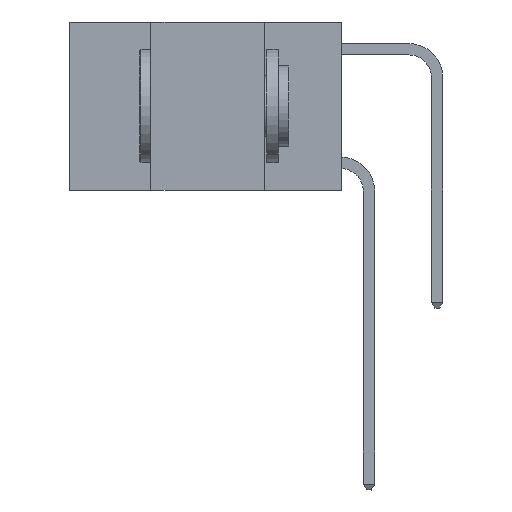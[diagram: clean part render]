
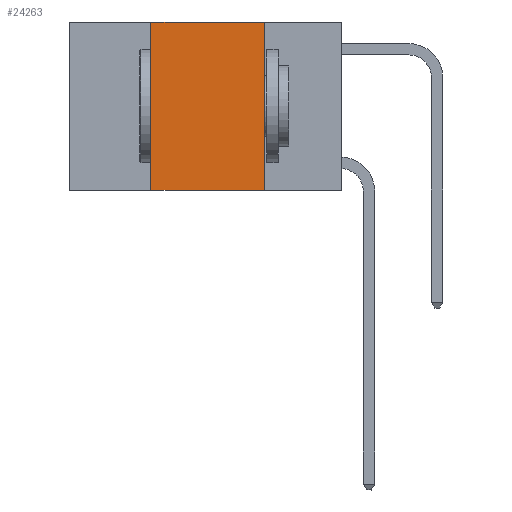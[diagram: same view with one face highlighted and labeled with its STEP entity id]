
A CAD part, left-side view. The second image highlights one B-rep face of the part: STEP entity #24263.
In plain terms, the highlighted planar face has unit normal (-1, 0, 0).
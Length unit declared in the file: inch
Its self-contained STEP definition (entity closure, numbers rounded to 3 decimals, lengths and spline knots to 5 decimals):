
#217 = EDGE_CURVE ( 'NONE', #9313, #21262, #13279, .T. ) ;
#1312 = LINE ( 'NONE', #7116, #26490 ) ;
#1917 = CARTESIAN_POINT ( 'NONE',  ( 0., 0.42, 0. ) ) ;
#2469 = DIRECTION ( 'NONE',  ( 0., -1., 0. ) ) ;
#2968 = ORIENTED_EDGE ( 'NONE', *, *, #23552, .F. ) ;
#3837 = DIRECTION ( 'NONE',  ( 1., 0., 0. ) ) ;
#5413 = VERTEX_POINT ( 'NONE', #17301 ) ;
#6001 = CARTESIAN_POINT ( 'NONE',  ( 0., 0.6, 0. ) ) ;
#6825 = CARTESIAN_POINT ( 'NONE',  ( 0., 0.6, 0. ) ) ;
#7116 = CARTESIAN_POINT ( 'NONE',  ( 0., 0.6, -0.37 ) ) ;
#7947 = CARTESIAN_POINT ( 'NONE',  ( 0., 0.42, -0.37 ) ) ;
#8209 = DIRECTION ( 'NONE',  ( 0., -1., 0. ) ) ;
#9313 = VERTEX_POINT ( 'NONE', #7947 ) ;
#9579 = ORIENTED_EDGE ( 'NONE', *, *, #28107, .F. ) ;
#10008 = AXIS2_PLACEMENT_3D ( 'NONE', #6825, #3837, #21716 ) ;
#10773 = VERTEX_POINT ( 'NONE', #20679 ) ;
#11605 = DIRECTION ( 'NONE',  ( 0., 0., -1. ) ) ;
#13279 = LINE ( 'NONE', #13886, #25085 ) ;
#13886 = CARTESIAN_POINT ( 'NONE',  ( 0., 0.42, 0. ) ) ;
#14208 = CARTESIAN_POINT ( 'NONE',  ( 0., 0.17, 0. ) ) ;
#15747 = ORIENTED_EDGE ( 'NONE', *, *, #217, .F. ) ;
#16681 = PLANE ( 'NONE',  #10008 ) ;
#17301 = CARTESIAN_POINT ( 'NONE',  ( 0., 0.17, 0. ) ) ;
#17491 = LINE ( 'NONE', #6001, #28168 ) ;
#18800 = DIRECTION ( 'NONE',  ( 0., 0., 1. ) ) ;
#20679 = CARTESIAN_POINT ( 'NONE',  ( 0., 0.17, -0.37 ) ) ;
#21262 = VERTEX_POINT ( 'NONE', #1917 ) ;
#21716 = DIRECTION ( 'NONE',  ( 0., 0., -1. ) ) ;
#21722 = EDGE_CURVE ( 'NONE', #9313, #10773, #1312, .T. ) ;
#23552 = EDGE_CURVE ( 'NONE', #5413, #10773, #24461, .T. ) ;
#24263 = ADVANCED_FACE ( 'NONE', ( #26780 ), #16681, .F. ) ;
#24461 = LINE ( 'NONE', #14208, #24830 ) ;
#24830 = VECTOR ( 'NONE', #11605, 39.37008 ) ;
#25085 = VECTOR ( 'NONE', #18800, 39.37008 ) ;
#26490 = VECTOR ( 'NONE', #2469, 39.37008 ) ;
#26780 = FACE_OUTER_BOUND ( 'NONE', #27167, .T. ) ;
#27167 = EDGE_LOOP ( 'NONE', ( #2968, #9579, #15747, #29370 ) ) ;
#28107 = EDGE_CURVE ( 'NONE', #21262, #5413, #17491, .T. ) ;
#28168 = VECTOR ( 'NONE', #8209, 39.37008 ) ;
#29370 = ORIENTED_EDGE ( 'NONE', *, *, #21722, .T. ) ;
